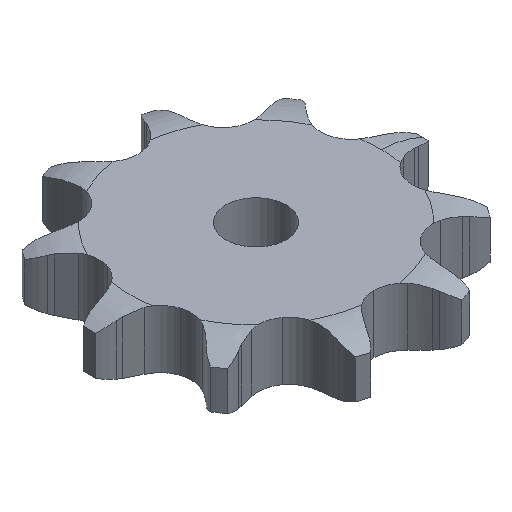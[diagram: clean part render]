
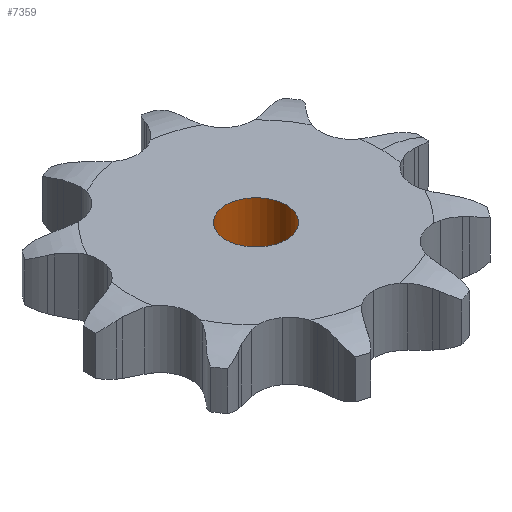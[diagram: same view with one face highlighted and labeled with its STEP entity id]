
A CAD part, isometric view. The second image highlights one B-rep face of the part: STEP entity #7359.
In plain terms, the highlighted cylindrical face has radius 12.5 mm (diameter 25 mm), a full revolution.
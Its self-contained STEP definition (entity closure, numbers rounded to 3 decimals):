
#461 = PLANE('',#462);
#462 = AXIS2_PLACEMENT_3D('',#463,#464,#465);
#463 = CARTESIAN_POINT('',(0.001,0.,24.1));
#464 = DIRECTION('',(-0.,-0.,-1.));
#465 = DIRECTION('',(-1.,0.,0.));
#661 = PLANE('',#662);
#662 = AXIS2_PLACEMENT_3D('',#663,#664,#665);
#663 = CARTESIAN_POINT('',(0.001,0.,0.));
#664 = DIRECTION('',(-0.,-0.,-1.));
#665 = DIRECTION('',(-1.,0.,0.));
#1927 = EDGE_CURVE('',#1928,#1928,#1930,.T.);
#1928 = VERTEX_POINT('',#1929);
#1929 = CARTESIAN_POINT('',(12.5,0.,24.1));
#1930 = SURFACE_CURVE('',#1931,(#1936,#1947),.PCURVE_S1.);
#1931 = CIRCLE('',#1932,12.5);
#1932 = AXIS2_PLACEMENT_3D('',#1933,#1934,#1935);
#1933 = CARTESIAN_POINT('',(0.,0.,24.1));
#1934 = DIRECTION('',(0.,0.,1.));
#1935 = DIRECTION('',(1.,0.,0.));
#1936 = PCURVE('',#461,#1937);
#1937 = DEFINITIONAL_REPRESENTATION('',(#1938),#1946);
#1938 = ( BOUNDED_CURVE() B_SPLINE_CURVE(2,(#1939,#1940,#1941,#1942,
#1943,#1944,#1945),.UNSPECIFIED.,.T.,.F.) B_SPLINE_CURVE_WITH_KNOTS((1,2
    ,2,2,2,1),(-2.094,0.,2.094,4.189,
6.283,8.378),.UNSPECIFIED.) CURVE() 
GEOMETRIC_REPRESENTATION_ITEM() RATIONAL_B_SPLINE_CURVE((1.,0.5,1.,0.5,
1.,0.5,1.)) REPRESENTATION_ITEM('') );
#1939 = CARTESIAN_POINT('',(-12.499,0.));
#1940 = CARTESIAN_POINT('',(-12.499,21.65));
#1941 = CARTESIAN_POINT('',(6.251,10.825));
#1942 = CARTESIAN_POINT('',(25.001,0.));
#1943 = CARTESIAN_POINT('',(6.251,-10.826));
#1944 = CARTESIAN_POINT('',(-12.499,-21.651));
#1945 = CARTESIAN_POINT('',(-12.499,0.));
#1946 = ( GEOMETRIC_REPRESENTATION_CONTEXT(2) 
PARAMETRIC_REPRESENTATION_CONTEXT() REPRESENTATION_CONTEXT('2D SPACE',''
  ) );
#1947 = PCURVE('',#1948,#1953);
#1948 = CYLINDRICAL_SURFACE('',#1949,12.5);
#1949 = AXIS2_PLACEMENT_3D('',#1950,#1951,#1952);
#1950 = CARTESIAN_POINT('',(0.,0.,228.255));
#1951 = DIRECTION('',(0.,0.,1.));
#1952 = DIRECTION('',(1.,0.,0.));
#1953 = DEFINITIONAL_REPRESENTATION('',(#1954),#1958);
#1954 = LINE('',#1955,#1956);
#1955 = CARTESIAN_POINT('',(0.,-204.155));
#1956 = VECTOR('',#1957,1.);
#1957 = DIRECTION('',(1.,0.));
#1958 = ( GEOMETRIC_REPRESENTATION_CONTEXT(2) 
PARAMETRIC_REPRESENTATION_CONTEXT() REPRESENTATION_CONTEXT('2D SPACE',''
  ) );
#2937 = EDGE_CURVE('',#2938,#2938,#2940,.T.);
#2938 = VERTEX_POINT('',#2939);
#2939 = CARTESIAN_POINT('',(12.5,0.,0.));
#2940 = SURFACE_CURVE('',#2941,(#2946,#2957),.PCURVE_S1.);
#2941 = CIRCLE('',#2942,12.5);
#2942 = AXIS2_PLACEMENT_3D('',#2943,#2944,#2945);
#2943 = CARTESIAN_POINT('',(0.,0.,0.));
#2944 = DIRECTION('',(0.,0.,1.));
#2945 = DIRECTION('',(1.,0.,0.));
#2946 = PCURVE('',#661,#2947);
#2947 = DEFINITIONAL_REPRESENTATION('',(#2948),#2956);
#2948 = ( BOUNDED_CURVE() B_SPLINE_CURVE(2,(#2949,#2950,#2951,#2952,
#2953,#2954,#2955),.UNSPECIFIED.,.T.,.F.) B_SPLINE_CURVE_WITH_KNOTS((1,2
    ,2,2,2,1),(-2.094,0.,2.094,4.189,
6.283,8.378),.UNSPECIFIED.) CURVE() 
GEOMETRIC_REPRESENTATION_ITEM() RATIONAL_B_SPLINE_CURVE((1.,0.5,1.,0.5,
1.,0.5,1.)) REPRESENTATION_ITEM('') );
#2949 = CARTESIAN_POINT('',(-12.499,0.));
#2950 = CARTESIAN_POINT('',(-12.499,21.65));
#2951 = CARTESIAN_POINT('',(6.251,10.825));
#2952 = CARTESIAN_POINT('',(25.001,0.));
#2953 = CARTESIAN_POINT('',(6.251,-10.826));
#2954 = CARTESIAN_POINT('',(-12.499,-21.651));
#2955 = CARTESIAN_POINT('',(-12.499,0.));
#2956 = ( GEOMETRIC_REPRESENTATION_CONTEXT(2) 
PARAMETRIC_REPRESENTATION_CONTEXT() REPRESENTATION_CONTEXT('2D SPACE',''
  ) );
#2957 = PCURVE('',#1948,#2958);
#2958 = DEFINITIONAL_REPRESENTATION('',(#2959),#2963);
#2959 = LINE('',#2960,#2961);
#2960 = CARTESIAN_POINT('',(0.,-228.255));
#2961 = VECTOR('',#2962,1.);
#2962 = DIRECTION('',(1.,0.));
#2963 = ( GEOMETRIC_REPRESENTATION_CONTEXT(2) 
PARAMETRIC_REPRESENTATION_CONTEXT() REPRESENTATION_CONTEXT('2D SPACE',''
  ) );
#7359 = ADVANCED_FACE('',(#7360),#1948,.F.);
#7360 = FACE_BOUND('',#7361,.F.);
#7361 = EDGE_LOOP('',(#7362,#7363,#7384,#7385));
#7362 = ORIENTED_EDGE('',*,*,#1927,.F.);
#7363 = ORIENTED_EDGE('',*,*,#7364,.T.);
#7364 = EDGE_CURVE('',#1928,#2938,#7365,.T.);
#7365 = SEAM_CURVE('',#7366,(#7370,#7377),.PCURVE_S1.);
#7366 = LINE('',#7367,#7368);
#7367 = CARTESIAN_POINT('',(12.5,0.,228.255));
#7368 = VECTOR('',#7369,1.);
#7369 = DIRECTION('',(-0.,-0.,-1.));
#7370 = PCURVE('',#1948,#7371);
#7371 = DEFINITIONAL_REPRESENTATION('',(#7372),#7376);
#7372 = LINE('',#7373,#7374);
#7373 = CARTESIAN_POINT('',(6.283,0.));
#7374 = VECTOR('',#7375,1.);
#7375 = DIRECTION('',(0.,-1.));
#7376 = ( GEOMETRIC_REPRESENTATION_CONTEXT(2) 
PARAMETRIC_REPRESENTATION_CONTEXT() REPRESENTATION_CONTEXT('2D SPACE',''
  ) );
#7377 = PCURVE('',#1948,#7378);
#7378 = DEFINITIONAL_REPRESENTATION('',(#7379),#7383);
#7379 = LINE('',#7380,#7381);
#7380 = CARTESIAN_POINT('',(0.,0.));
#7381 = VECTOR('',#7382,1.);
#7382 = DIRECTION('',(0.,-1.));
#7383 = ( GEOMETRIC_REPRESENTATION_CONTEXT(2) 
PARAMETRIC_REPRESENTATION_CONTEXT() REPRESENTATION_CONTEXT('2D SPACE',''
  ) );
#7384 = ORIENTED_EDGE('',*,*,#2937,.T.);
#7385 = ORIENTED_EDGE('',*,*,#7364,.F.);
